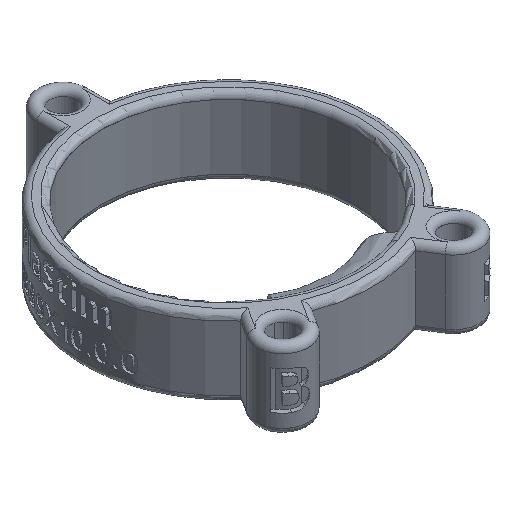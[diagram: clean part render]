
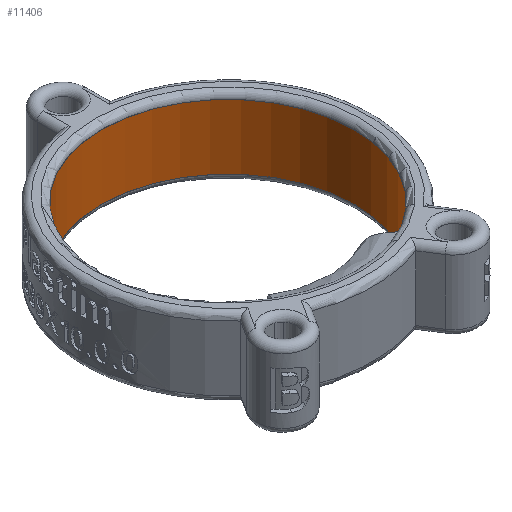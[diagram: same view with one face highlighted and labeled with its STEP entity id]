
A CAD part, isometric view. The second image highlights one B-rep face of the part: STEP entity #11406.
In plain terms, the highlighted cylindrical face has radius 19.5 mm (diameter 39 mm), a partial arc.
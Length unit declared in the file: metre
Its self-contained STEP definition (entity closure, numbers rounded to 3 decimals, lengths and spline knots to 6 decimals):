
#809=CIRCLE('',#12085,0.0195);
#813=CIRCLE('',#12090,0.0195);
#1539=LINE('',#21587,#2281);
#1540=LINE('',#21588,#2282);
#2281=VECTOR('',#14094,1.);
#2282=VECTOR('',#14095,1.);
#5616=ORIENTED_EDGE('',*,*,#7403,.T.);
#5617=ORIENTED_EDGE('',*,*,#7424,.T.);
#5618=ORIENTED_EDGE('',*,*,#7411,.F.);
#5619=ORIENTED_EDGE('',*,*,#7425,.F.);
#7403=EDGE_CURVE('',#8570,#8569,#809,.T.);
#7411=EDGE_CURVE('',#8576,#8578,#813,.T.);
#7424=EDGE_CURVE('',#8569,#8578,#1539,.T.);
#7425=EDGE_CURVE('',#8570,#8576,#1540,.T.);
#8569=VERTEX_POINT('',#21544);
#8570=VERTEX_POINT('',#21546);
#8576=VERTEX_POINT('',#21560);
#8578=VERTEX_POINT('',#21563);
#9946=EDGE_LOOP('',(#5616,#5617,#5618,#5619));
#10641=FACE_BOUND('',#9946,.T.);
#10794=CYLINDRICAL_SURFACE('',#12097,0.0195);
#11406=ADVANCED_FACE('',(#10641),#10794,.F.);
#12085=AXIS2_PLACEMENT_3D('',#21545,#14057,#14058);
#12090=AXIS2_PLACEMENT_3D('',#21562,#14071,#14072);
#12097=AXIS2_PLACEMENT_3D('',#21586,#14092,#14093);
#14057=DIRECTION('',(0.,0.,1.));
#14058=DIRECTION('',(1.,0.,0.));
#14071=DIRECTION('',(0.,0.,1.));
#14072=DIRECTION('',(1.,0.,0.));
#14092=DIRECTION('',(0.,0.,-1.));
#14093=DIRECTION('',(-1.,0.,0.));
#14094=DIRECTION('',(0.,0.,-1.));
#14095=DIRECTION('',(0.,0.,-1.));
#21544=CARTESIAN_POINT('',(-0.010477,-0.016446,0.005));
#21545=CARTESIAN_POINT('',(0.,0.,0.005));
#21546=CARTESIAN_POINT('',(0.010477,-0.016446,0.005));
#21560=CARTESIAN_POINT('',(0.010477,-0.016446,-0.005));
#21562=CARTESIAN_POINT('',(0.,0.,-0.005));
#21563=CARTESIAN_POINT('',(-0.010477,-0.016446,-0.005));
#21586=CARTESIAN_POINT('',(0.,0.,0.005));
#21587=CARTESIAN_POINT('',(-0.010477,-0.016446,0.006002));
#21588=CARTESIAN_POINT('',(0.010477,-0.016446,0.006002));
